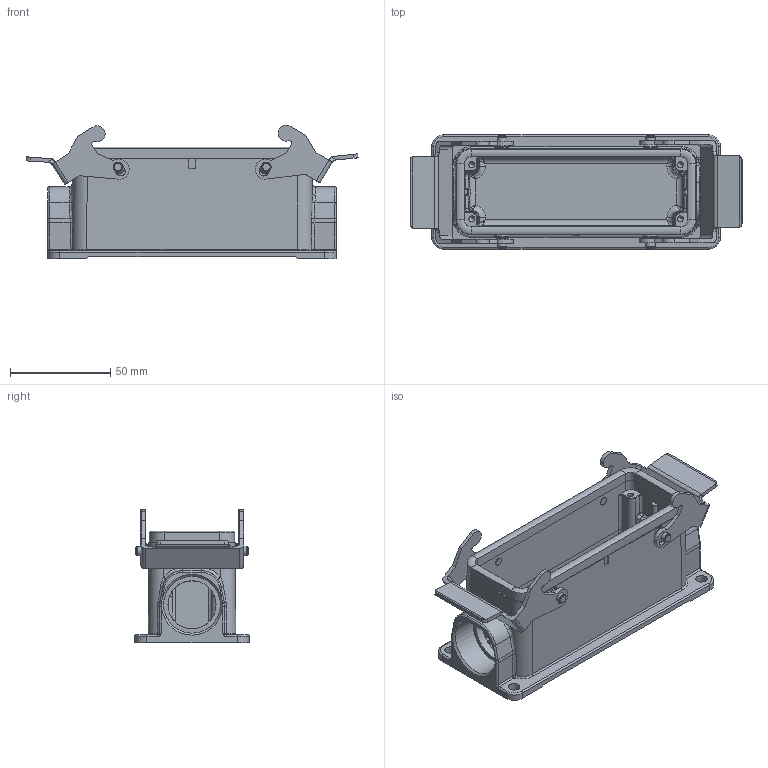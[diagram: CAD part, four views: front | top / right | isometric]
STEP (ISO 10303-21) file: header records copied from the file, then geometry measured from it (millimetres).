
FILE_DESCRIPTION((''),'2;1');
FILE_NAME('04300241230.stp','2020-07-07T15:57:46',('e.eickhoff'),(''),'Autodesk Inventor 2012','Autodesk Inventor 2012','');
FILE_SCHEMA(('AUTOMOTIVE_DESIGN { 1 0 10303 214 1 1 1 1 }'));
Length unit declared in the file: millimetre
Products named in the file (3): 04300241230; Metallbügel Quer
Assembly tree (3 placements, depth 2):
  04300241230
    04300241230
    Metallbügel Quer  x2
Bounding box: 165.62 x 57 x 66.72 mm (x, y, z)
Volume: 115088.2 mm3; surface area: 62708.6 mm2
Topology: 3 solids, 3 shells, 575 faces, 1448 edges, 895 vertices
Faces by surface type: plane 250, cylinder 194, bspline 66, torus 44, cone 17, sphere 4
Full cylindrical faces by diameter (mm): 0.88 x1, 1.04 x1, 3 x4, 4 x4, 4.8 x4, 5.6 x4, 7 x4, 24 x1, 26.9 x1, 28.3 x1
Entity records: 17336 total; most frequent: CARTESIAN_POINT 4959, DIRECTION 2552, ORIENTED_EDGE 2458, EDGE_CURVE 1229, AXIS2_PLACEMENT_3D 946, VERTEX_POINT 787, VECTOR 660, LINE 660
